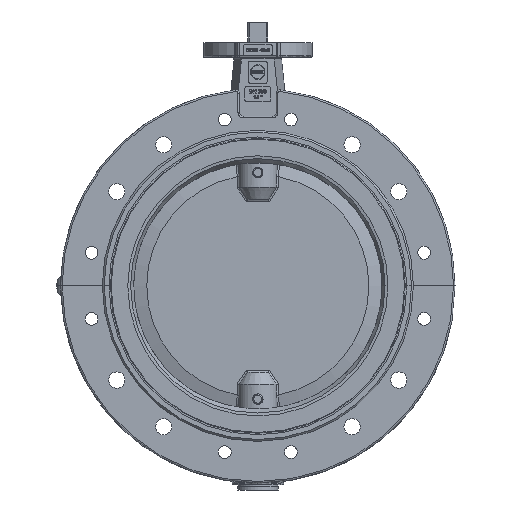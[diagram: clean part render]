
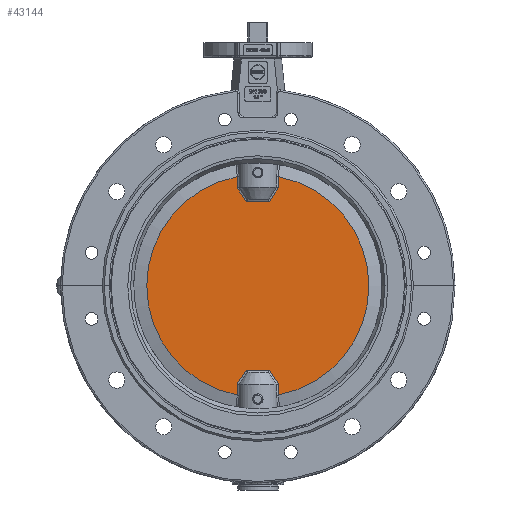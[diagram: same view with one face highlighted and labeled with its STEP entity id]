
A CAD part, front view. The second image highlights one B-rep face of the part: STEP entity #43144.
In plain terms, the highlighted face is planar.
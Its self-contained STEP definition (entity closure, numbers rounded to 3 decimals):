
#40043=CARTESIAN_POINT('',(-28.04,-148.068,9.0));
#40044=VERTEX_POINT('',#40043);
#40055=CARTESIAN_POINT('',(-28.04,148.068,9.0));
#40056=VERTEX_POINT('',#40055);
#40057=CARTESIAN_POINT('',(0.0,0.0,9.0));
#40058=DIRECTION('',(0.0,0.0,1.0));
#40059=DIRECTION('',(-1.0,0.0,0.0));
#40060=AXIS2_PLACEMENT_3D('',#40057,#40058,#40059);
#40061=CIRCLE('',#40060,150.7);
#40062=EDGE_CURVE('',#40056,#40044,#40061,.T.);
#41034=CARTESIAN_POINT('',(15.631,-114.3,9.));
#41035=VERTEX_POINT('',#41034);
#41036=CARTESIAN_POINT('',(-15.631,-114.3,9.));
#41037=VERTEX_POINT('',#41036);
#41038=CARTESIAN_POINT('',(15.631,-114.3,9.));
#41039=DIRECTION('',(-1.0,0.0,0.0));
#41040=VECTOR('',#41039,31.261);
#41041=LINE('',#41038,#41040);
#41042=EDGE_CURVE('',#41035,#41037,#41041,.T.);
#41192=CARTESIAN_POINT('',(28.04,-132.996,9.0));
#41193=VERTEX_POINT('',#41192);
#41207=CARTESIAN_POINT('',(28.04,-132.996,9.0));
#41208=CARTESIAN_POINT('',(27.476,-132.097,9.0));
#41209=CARTESIAN_POINT('',(25.776,-129.404,9.0));
#41210=CARTESIAN_POINT('',(23.482,-125.828,9.));
#41211=CARTESIAN_POINT('',(21.153,-122.283,9.));
#41212=CARTESIAN_POINT('',(19.357,-119.604,9.0));
#41213=CARTESIAN_POINT('',(17.518,-116.931,9.));
#41214=CARTESIAN_POINT('',(16.264,-115.171,9.0));
#41215=CARTESIAN_POINT('',(15.631,-114.3,9.0));
#41216=B_SPLINE_CURVE_WITH_KNOTS('',3,(#41207,#41208,#41209,#41210,#41211,#41212,#41213,#41214,#41215),.UNSPECIFIED.,.F.,.U.,(4,1,1,1,1,1,4),(1.989,2.307,2.944,3.263,3.581,3.9,4.218),.UNSPECIFIED.);
#41217=EDGE_CURVE('',#41193,#41035,#41216,.T.);
#41251=CARTESIAN_POINT('',(28.04,-148.068,9.0));
#41252=VERTEX_POINT('',#41251);
#41263=CARTESIAN_POINT('',(28.04,-148.068,9.0));
#41264=DIRECTION('',(0.0,1.0,0.0));
#41265=VECTOR('',#41264,15.072);
#41266=LINE('',#41263,#41265);
#41267=EDGE_CURVE('',#41252,#41193,#41266,.T.);
#41388=CARTESIAN_POINT('',(-28.04,-132.996,9.));
#41389=VERTEX_POINT('',#41388);
#41390=CARTESIAN_POINT('',(-15.631,-114.3,9.0));
#41391=CARTESIAN_POINT('',(-16.896,-116.038,9.));
#41392=CARTESIAN_POINT('',(-18.751,-118.701,9.));
#41393=CARTESIAN_POINT('',(-21.144,-122.269,9.));
#41394=CARTESIAN_POINT('',(-22.893,-124.931,9.));
#41395=CARTESIAN_POINT('',(-24.626,-127.61,9.));
#41396=CARTESIAN_POINT('',(-26.34,-130.298,9.0));
#41397=CARTESIAN_POINT('',(-27.475,-132.096,9.));
#41398=CARTESIAN_POINT('',(-28.04,-132.996,9.));
#41399=B_SPLINE_CURVE_WITH_KNOTS('',3,(#41390,#41391,#41392,#41393,#41394,#41395,#41396,#41397,#41398),.UNSPECIFIED.,.F.,.U.,(4,1,1,1,1,1,4),(8.457,9.095,9.414,9.732,10.051,10.37,10.689),.UNSPECIFIED.);
#41400=EDGE_CURVE('',#41037,#41389,#41399,.T.);
#41446=CARTESIAN_POINT('',(-28.04,-132.996,9.));
#41447=DIRECTION('',(0.0,-1.0,0.0));
#41448=VECTOR('',#41447,15.072);
#41449=LINE('',#41446,#41448);
#41450=EDGE_CURVE('',#41389,#40044,#41449,.T.);
#42492=CARTESIAN_POINT('',(-15.631,114.3,9.));
#42493=VERTEX_POINT('',#42492);
#42494=CARTESIAN_POINT('',(15.631,114.3,9.));
#42495=VERTEX_POINT('',#42494);
#42496=CARTESIAN_POINT('',(-15.631,114.3,9.));
#42497=DIRECTION('',(1.0,0.0,0.0));
#42498=VECTOR('',#42497,31.261);
#42499=LINE('',#42496,#42498);
#42500=EDGE_CURVE('',#42493,#42495,#42499,.T.);
#42573=CARTESIAN_POINT('',(-28.04,132.996,9.0));
#42574=VERTEX_POINT('',#42573);
#42575=CARTESIAN_POINT('',(-28.04,148.068,9.0));
#42576=DIRECTION('',(0.0,-1.0,0.0));
#42577=VECTOR('',#42576,15.072);
#42578=LINE('',#42575,#42577);
#42579=EDGE_CURVE('',#40056,#42574,#42578,.T.);
#42687=CARTESIAN_POINT('',(-28.04,132.996,9.));
#42688=CARTESIAN_POINT('',(-26.911,131.198,9.));
#42689=CARTESIAN_POINT('',(-25.207,128.509,9.));
#42690=CARTESIAN_POINT('',(-22.9,124.941,9.0));
#42691=CARTESIAN_POINT('',(-21.153,122.282,9.));
#42692=CARTESIAN_POINT('',(-18.758,118.711,9.));
#42693=CARTESIAN_POINT('',(-16.898,116.042,9.));
#42694=CARTESIAN_POINT('',(-15.631,114.3,9.0));
#42695=B_SPLINE_CURVE_WITH_KNOTS('',3,(#42687,#42688,#42689,#42690,#42691,#42692,#42693,#42694),.UNSPECIFIED.,.F.,.U.,(4,1,1,1,1,4),(1.989,2.626,2.944,3.263,3.581,4.218),.UNSPECIFIED.);
#42696=EDGE_CURVE('',#42574,#42493,#42695,.T.);
#42773=CARTESIAN_POINT('',(28.04,132.996,9.0));
#42774=VERTEX_POINT('',#42773);
#42775=CARTESIAN_POINT('',(15.631,114.3,9.));
#42776=CARTESIAN_POINT('',(16.896,116.038,9.0));
#42777=CARTESIAN_POINT('',(18.751,118.701,9.));
#42778=CARTESIAN_POINT('',(21.144,122.269,9.));
#42779=CARTESIAN_POINT('',(22.893,124.931,9.));
#42780=CARTESIAN_POINT('',(24.626,127.61,9.));
#42781=CARTESIAN_POINT('',(26.34,130.298,9.));
#42782=CARTESIAN_POINT('',(27.475,132.096,9.));
#42783=CARTESIAN_POINT('',(28.04,132.996,9.));
#42784=B_SPLINE_CURVE_WITH_KNOTS('',3,(#42775,#42776,#42777,#42778,#42779,#42780,#42781,#42782,#42783),.UNSPECIFIED.,.F.,.U.,(4,1,1,1,1,1,4),(8.457,9.095,9.413,9.732,10.051,10.37,10.689),.UNSPECIFIED.);
#42785=EDGE_CURVE('',#42495,#42774,#42784,.T.);
#42841=CARTESIAN_POINT('',(28.04,148.068,9.0));
#42842=VERTEX_POINT('',#42841);
#42843=CARTESIAN_POINT('',(28.04,132.996,9.0));
#42844=DIRECTION('',(0.0,1.0,0.0));
#42845=VECTOR('',#42844,15.072);
#42846=LINE('',#42843,#42845);
#42847=EDGE_CURVE('',#42774,#42842,#42846,.T.);
#43010=CARTESIAN_POINT('',(0.0,0.0,9.0));
#43011=DIRECTION('',(0.0,0.0,1.0));
#43012=DIRECTION('',(-1.0,0.0,0.0));
#43013=AXIS2_PLACEMENT_3D('',#43010,#43011,#43012);
#43014=CIRCLE('',#43013,150.7);
#43015=EDGE_CURVE('',#41252,#42842,#43014,.T.);
#43125=CARTESIAN_POINT('',(0.,0.,9.0));
#43126=DIRECTION('',(0.0,0.0,1.0));
#43127=DIRECTION('',(1.0,0.0,0.0));
#43128=AXIS2_PLACEMENT_3D('',#43125,#43126,#43127);
#43129=PLANE('',#43128);
#43130=ORIENTED_EDGE('',*,*,#41267,.F.);
#43131=ORIENTED_EDGE('',*,*,#43015,.T.);
#43132=ORIENTED_EDGE('',*,*,#42847,.F.);
#43133=ORIENTED_EDGE('',*,*,#42785,.F.);
#43134=ORIENTED_EDGE('',*,*,#42500,.F.);
#43135=ORIENTED_EDGE('',*,*,#42696,.F.);
#43136=ORIENTED_EDGE('',*,*,#42579,.F.);
#43137=ORIENTED_EDGE('',*,*,#40062,.T.);
#43138=ORIENTED_EDGE('',*,*,#41450,.F.);
#43139=ORIENTED_EDGE('',*,*,#41400,.F.);
#43140=ORIENTED_EDGE('',*,*,#41042,.F.);
#43141=ORIENTED_EDGE('',*,*,#41217,.F.);
#43142=EDGE_LOOP('',(#43130,#43131,#43132,#43133,#43134,#43135,#43136,#43137,#43138,#43139,#43140,#43141));
#43143=FACE_OUTER_BOUND('',#43142,.T.);
#43144=ADVANCED_FACE('',(#43143),#43129,.T.);
